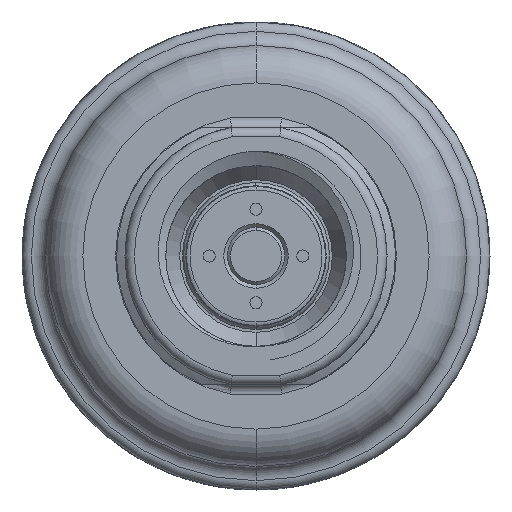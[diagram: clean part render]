
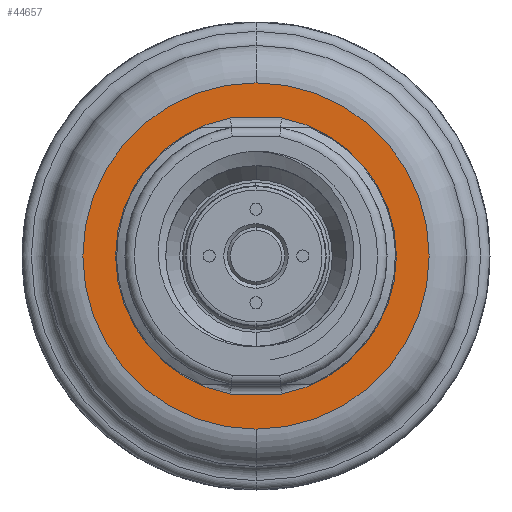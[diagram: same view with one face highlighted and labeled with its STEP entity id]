
A CAD part, front view. The second image highlights one B-rep face of the part: STEP entity #44657.
In plain terms, the highlighted planar face has unit normal (0, -1, 0).
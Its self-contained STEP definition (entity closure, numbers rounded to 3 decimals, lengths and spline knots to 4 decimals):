
#15551=CARTESIAN_POINT('',(0.,-0.1181,0.));
#15552=DIRECTION('',(0.,-1.,0.));
#15553=DIRECTION('',(0.,0.,-1.));
#15554=AXIS2_PLACEMENT_3D('',#15551,#15552,#15553);
#15556=CARTESIAN_POINT('',(0.,-0.1181,0.));
#15557=DIRECTION('',(0.,-1.,0.));
#15558=DIRECTION('',(0.,0.,1.));
#15559=AXIS2_PLACEMENT_3D('',#15556,#15557,#15558);
#15561=CARTESIAN_POINT('',(0.,-0.1181,0.));
#15562=DIRECTION('',(0.,-1.,0.));
#15563=DIRECTION('',(-0.182,0.,0.983));
#15564=AXIS2_PLACEMENT_3D('',#15561,#15562,#15563);
#15566=DIRECTION('',(1.,0.,0.));
#15567=VECTOR('',#15566,0.2147);
#15568=CARTESIAN_POINT('',(-0.1074,-0.1181,
-0.5807));
#15569=LINE('',#15568,#15567);
#15570=CARTESIAN_POINT('',(0.,-0.1181,0.));
#15571=DIRECTION('',(0.,-1.,0.));
#15572=DIRECTION('',(0.182,0.,-0.983));
#15573=AXIS2_PLACEMENT_3D('',#15570,#15571,#15572);
#15575=DIRECTION('',(-1.,0.,0.));
#15576=VECTOR('',#15575,0.2147);
#15577=CARTESIAN_POINT('',(0.1074,-0.1181,
0.5807));
#15578=LINE('',#15577,#15576);
#26590=CARTESIAN_POINT('',(-0.1074,-0.1181,
0.5807));
#26591=CARTESIAN_POINT('',(-0.1074,-0.1181,
-0.5807));
#26592=VERTEX_POINT('',#26590);
#26593=VERTEX_POINT('',#26591);
#26598=CARTESIAN_POINT('',(0.1074,-0.1181,
-0.5807));
#26599=CARTESIAN_POINT('',(0.1074,-0.1181,
0.5807));
#26600=VERTEX_POINT('',#26598);
#26601=VERTEX_POINT('',#26599);
#26931=CARTESIAN_POINT('',(0.,-0.1181,-0.7283));
#26932=CARTESIAN_POINT('',(0.,-0.1181,0.7283));
#26933=VERTEX_POINT('',#26931);
#26934=VERTEX_POINT('',#26932);
#44637=CARTESIAN_POINT('',(0.,-0.1181,0.));
#44638=DIRECTION('',(0.,-1.,0.));
#44639=DIRECTION('',(0.,0.,1.));
#44640=AXIS2_PLACEMENT_3D('',#44637,#44638,#44639);
#44641=PLANE('',#44640);
#44643=ORIENTED_EDGE('',*,*,#44642,.F.);
#44645=ORIENTED_EDGE('',*,*,#44644,.F.);
#44646=EDGE_LOOP('',(#44643,#44645));
#44647=FACE_OUTER_BOUND('',#44646,.F.);
#44648=ORIENTED_EDGE('',*,*,#44627,.T.);
#44650=ORIENTED_EDGE('',*,*,#44649,.T.);
#44652=ORIENTED_EDGE('',*,*,#44651,.T.);
#44654=ORIENTED_EDGE('',*,*,#44653,.T.);
#44655=EDGE_LOOP('',(#44648,#44650,#44652,#44654));
#44656=FACE_BOUND('',#44655,.F.);
#44657=ADVANCED_FACE('',(#44647,#44656),#44641,.T.);
#15555=CIRCLE('',#15554,0.7283);
#15560=CIRCLE('',#15559,0.7283);
#15565=CIRCLE('',#15564,0.5906);
#15574=CIRCLE('',#15573,0.5906);
#44627=EDGE_CURVE('',#26592,#26593,#15565,.T.);
#44642=EDGE_CURVE('',#26933,#26934,#15555,.T.);
#44644=EDGE_CURVE('',#26934,#26933,#15560,.T.);
#44649=EDGE_CURVE('',#26593,#26600,#15569,.T.);
#44651=EDGE_CURVE('',#26600,#26601,#15574,.T.);
#44653=EDGE_CURVE('',#26601,#26592,#15578,.T.);
